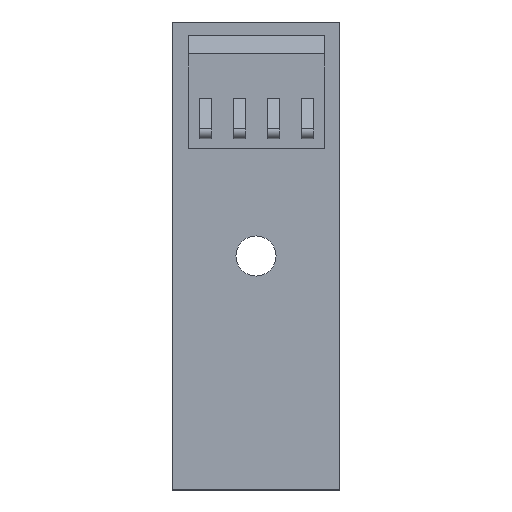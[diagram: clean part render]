
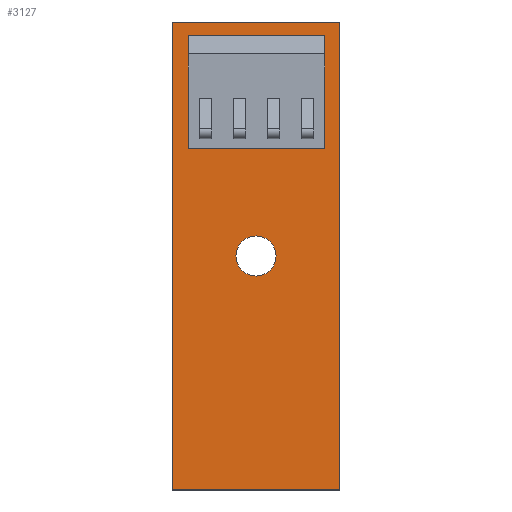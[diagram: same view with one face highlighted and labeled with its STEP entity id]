
A CAD part, top view. The second image highlights one B-rep face of the part: STEP entity #3127.
In plain terms, the highlighted planar face has unit normal (0, 0, 1).
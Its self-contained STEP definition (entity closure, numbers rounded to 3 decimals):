
#2753 = VERTEX_POINT('',#2754);
#2754 = CARTESIAN_POINT('',(185.,-27.5,1.6));
#2761 = PLANE('',#2762);
#2762 = AXIS2_PLACEMENT_3D('',#2763,#2764,#2765);
#2763 = CARTESIAN_POINT('',(185.,-27.5,0.));
#2764 = DIRECTION('',(1.,0.,-0.));
#2765 = DIRECTION('',(0.,-1.,0.));
#2773 = PLANE('',#2774);
#2774 = AXIS2_PLACEMENT_3D('',#2775,#2776,#2777);
#2775 = CARTESIAN_POINT('',(197.5,-27.5,0.));
#2776 = DIRECTION('',(0.,-1.,0.));
#2777 = DIRECTION('',(-1.,0.,0.));
#2785 = EDGE_CURVE('',#2753,#2786,#2788,.T.);
#2786 = VERTEX_POINT('',#2787);
#2787 = CARTESIAN_POINT('',(185.,-60.,1.6));
#2788 = SURFACE_CURVE('',#2789,(#2793,#2800),.PCURVE_S1.);
#2789 = LINE('',#2790,#2791);
#2790 = CARTESIAN_POINT('',(185.,-27.5,1.6));
#2791 = VECTOR('',#2792,1.);
#2792 = DIRECTION('',(0.,-1.,0.));
#2793 = PCURVE('',#2761,#2794);
#2794 = DEFINITIONAL_REPRESENTATION('',(#2795),#2799);
#2795 = LINE('',#2796,#2797);
#2796 = CARTESIAN_POINT('',(0.,-1.6));
#2797 = VECTOR('',#2798,1.);
#2798 = DIRECTION('',(1.,0.));
#2799 = ( GEOMETRIC_REPRESENTATION_CONTEXT(2) 
PARAMETRIC_REPRESENTATION_CONTEXT() REPRESENTATION_CONTEXT('2D SPACE',''
  ) );
#2800 = PCURVE('',#2801,#2806);
#2801 = PLANE('',#2802);
#2802 = AXIS2_PLACEMENT_3D('',#2803,#2804,#2805);
#2803 = CARTESIAN_POINT('',(191.25,-45.,1.6));
#2804 = DIRECTION('',(0.,0.,1.));
#2805 = DIRECTION('',(1.,0.,-0.));
#2806 = DEFINITIONAL_REPRESENTATION('',(#2807),#2811);
#2807 = LINE('',#2808,#2809);
#2808 = CARTESIAN_POINT('',(-6.25,17.5));
#2809 = VECTOR('',#2810,1.);
#2810 = DIRECTION('',(0.,-1.));
#2811 = ( GEOMETRIC_REPRESENTATION_CONTEXT(2) 
PARAMETRIC_REPRESENTATION_CONTEXT() REPRESENTATION_CONTEXT('2D SPACE',''
  ) );
#2829 = PLANE('',#2830);
#2830 = AXIS2_PLACEMENT_3D('',#2831,#2832,#2833);
#2831 = CARTESIAN_POINT('',(185.,-60.,0.));
#2832 = DIRECTION('',(1.,0.,-0.));
#2833 = DIRECTION('',(0.,-1.,0.));
#2873 = VERTEX_POINT('',#2874);
#2874 = CARTESIAN_POINT('',(197.5,-27.5,1.6));
#2888 = PLANE('',#2889);
#2889 = AXIS2_PLACEMENT_3D('',#2890,#2891,#2892);
#2890 = CARTESIAN_POINT('',(197.5,-60.,0.));
#2891 = DIRECTION('',(-1.,0.,0.));
#2892 = DIRECTION('',(0.,1.,0.));
#2900 = EDGE_CURVE('',#2873,#2753,#2901,.T.);
#2901 = SURFACE_CURVE('',#2902,(#2906,#2913),.PCURVE_S1.);
#2902 = LINE('',#2903,#2904);
#2903 = CARTESIAN_POINT('',(197.5,-27.5,1.6));
#2904 = VECTOR('',#2905,1.);
#2905 = DIRECTION('',(-1.,0.,0.));
#2906 = PCURVE('',#2773,#2907);
#2907 = DEFINITIONAL_REPRESENTATION('',(#2908),#2912);
#2908 = LINE('',#2909,#2910);
#2909 = CARTESIAN_POINT('',(0.,-1.6));
#2910 = VECTOR('',#2911,1.);
#2911 = DIRECTION('',(1.,0.));
#2912 = ( GEOMETRIC_REPRESENTATION_CONTEXT(2) 
PARAMETRIC_REPRESENTATION_CONTEXT() REPRESENTATION_CONTEXT('2D SPACE',''
  ) );
#2913 = PCURVE('',#2801,#2914);
#2914 = DEFINITIONAL_REPRESENTATION('',(#2915),#2919);
#2915 = LINE('',#2916,#2917);
#2916 = CARTESIAN_POINT('',(6.25,17.5));
#2917 = VECTOR('',#2918,1.);
#2918 = DIRECTION('',(-1.,0.));
#2919 = ( GEOMETRIC_REPRESENTATION_CONTEXT(2) 
PARAMETRIC_REPRESENTATION_CONTEXT() REPRESENTATION_CONTEXT('2D SPACE',''
  ) );
#2947 = EDGE_CURVE('',#2786,#2948,#2950,.T.);
#2948 = VERTEX_POINT('',#2949);
#2949 = CARTESIAN_POINT('',(185.,-62.5,1.6));
#2950 = SURFACE_CURVE('',#2951,(#2955,#2962),.PCURVE_S1.);
#2951 = LINE('',#2952,#2953);
#2952 = CARTESIAN_POINT('',(185.,-60.,1.6));
#2953 = VECTOR('',#2954,1.);
#2954 = DIRECTION('',(0.,-1.,0.));
#2955 = PCURVE('',#2829,#2956);
#2956 = DEFINITIONAL_REPRESENTATION('',(#2957),#2961);
#2957 = LINE('',#2958,#2959);
#2958 = CARTESIAN_POINT('',(0.,-1.6));
#2959 = VECTOR('',#2960,1.);
#2960 = DIRECTION('',(1.,0.));
#2961 = ( GEOMETRIC_REPRESENTATION_CONTEXT(2) 
PARAMETRIC_REPRESENTATION_CONTEXT() REPRESENTATION_CONTEXT('2D SPACE',''
  ) );
#2962 = PCURVE('',#2801,#2963);
#2963 = DEFINITIONAL_REPRESENTATION('',(#2964),#2968);
#2964 = LINE('',#2965,#2966);
#2965 = CARTESIAN_POINT('',(-6.25,-15.));
#2966 = VECTOR('',#2967,1.);
#2967 = DIRECTION('',(0.,-1.));
#2968 = ( GEOMETRIC_REPRESENTATION_CONTEXT(2) 
PARAMETRIC_REPRESENTATION_CONTEXT() REPRESENTATION_CONTEXT('2D SPACE',''
  ) );
#2986 = PLANE('',#2987);
#2987 = AXIS2_PLACEMENT_3D('',#2988,#2989,#2990);
#2988 = CARTESIAN_POINT('',(185.,-62.5,0.));
#2989 = DIRECTION('',(0.,1.,0.));
#2990 = DIRECTION('',(1.,0.,0.));
#3063 = PLANE('',#3064);
#3064 = AXIS2_PLACEMENT_3D('',#3065,#3066,#3067);
#3065 = CARTESIAN_POINT('',(197.5,-62.5,0.));
#3066 = DIRECTION('',(-1.,0.,0.));
#3067 = DIRECTION('',(0.,1.,0.));
#3116 = CYLINDRICAL_SURFACE('',#3117,1.5);
#3117 = AXIS2_PLACEMENT_3D('',#3118,#3119,#3120);
#3118 = CARTESIAN_POINT('',(191.25,-45.,0.));
#3119 = DIRECTION('',(-0.,-0.,-1.));
#3120 = DIRECTION('',(1.,0.,-0.));
#3127 = ADVANCED_FACE('',(#3128,#3200),#2801,.T.);
#3128 = FACE_BOUND('',#3129,.T.);
#3129 = EDGE_LOOP('',(#3130,#3131,#3132,#3155,#3178,#3199));
#3130 = ORIENTED_EDGE('',*,*,#2785,.T.);
#3131 = ORIENTED_EDGE('',*,*,#2947,.T.);
#3132 = ORIENTED_EDGE('',*,*,#3133,.T.);
#3133 = EDGE_CURVE('',#2948,#3134,#3136,.T.);
#3134 = VERTEX_POINT('',#3135);
#3135 = CARTESIAN_POINT('',(197.5,-62.5,1.6));
#3136 = SURFACE_CURVE('',#3137,(#3141,#3148),.PCURVE_S1.);
#3137 = LINE('',#3138,#3139);
#3138 = CARTESIAN_POINT('',(185.,-62.5,1.6));
#3139 = VECTOR('',#3140,1.);
#3140 = DIRECTION('',(1.,0.,0.));
#3141 = PCURVE('',#2801,#3142);
#3142 = DEFINITIONAL_REPRESENTATION('',(#3143),#3147);
#3143 = LINE('',#3144,#3145);
#3144 = CARTESIAN_POINT('',(-6.25,-17.5));
#3145 = VECTOR('',#3146,1.);
#3146 = DIRECTION('',(1.,0.));
#3147 = ( GEOMETRIC_REPRESENTATION_CONTEXT(2) 
PARAMETRIC_REPRESENTATION_CONTEXT() REPRESENTATION_CONTEXT('2D SPACE',''
  ) );
#3148 = PCURVE('',#2986,#3149);
#3149 = DEFINITIONAL_REPRESENTATION('',(#3150),#3154);
#3150 = LINE('',#3151,#3152);
#3151 = CARTESIAN_POINT('',(0.,-1.6));
#3152 = VECTOR('',#3153,1.);
#3153 = DIRECTION('',(1.,0.));
#3154 = ( GEOMETRIC_REPRESENTATION_CONTEXT(2) 
PARAMETRIC_REPRESENTATION_CONTEXT() REPRESENTATION_CONTEXT('2D SPACE',''
  ) );
#3155 = ORIENTED_EDGE('',*,*,#3156,.T.);
#3156 = EDGE_CURVE('',#3134,#3157,#3159,.T.);
#3157 = VERTEX_POINT('',#3158);
#3158 = CARTESIAN_POINT('',(197.5,-60.,1.6));
#3159 = SURFACE_CURVE('',#3160,(#3164,#3171),.PCURVE_S1.);
#3160 = LINE('',#3161,#3162);
#3161 = CARTESIAN_POINT('',(197.5,-62.5,1.6));
#3162 = VECTOR('',#3163,1.);
#3163 = DIRECTION('',(0.,1.,0.));
#3164 = PCURVE('',#2801,#3165);
#3165 = DEFINITIONAL_REPRESENTATION('',(#3166),#3170);
#3166 = LINE('',#3167,#3168);
#3167 = CARTESIAN_POINT('',(6.25,-17.5));
#3168 = VECTOR('',#3169,1.);
#3169 = DIRECTION('',(0.,1.));
#3170 = ( GEOMETRIC_REPRESENTATION_CONTEXT(2) 
PARAMETRIC_REPRESENTATION_CONTEXT() REPRESENTATION_CONTEXT('2D SPACE',''
  ) );
#3171 = PCURVE('',#3063,#3172);
#3172 = DEFINITIONAL_REPRESENTATION('',(#3173),#3177);
#3173 = LINE('',#3174,#3175);
#3174 = CARTESIAN_POINT('',(0.,-1.6));
#3175 = VECTOR('',#3176,1.);
#3176 = DIRECTION('',(1.,0.));
#3177 = ( GEOMETRIC_REPRESENTATION_CONTEXT(2) 
PARAMETRIC_REPRESENTATION_CONTEXT() REPRESENTATION_CONTEXT('2D SPACE',''
  ) );
#3178 = ORIENTED_EDGE('',*,*,#3179,.T.);
#3179 = EDGE_CURVE('',#3157,#2873,#3180,.T.);
#3180 = SURFACE_CURVE('',#3181,(#3185,#3192),.PCURVE_S1.);
#3181 = LINE('',#3182,#3183);
#3182 = CARTESIAN_POINT('',(197.5,-60.,1.6));
#3183 = VECTOR('',#3184,1.);
#3184 = DIRECTION('',(0.,1.,0.));
#3185 = PCURVE('',#2801,#3186);
#3186 = DEFINITIONAL_REPRESENTATION('',(#3187),#3191);
#3187 = LINE('',#3188,#3189);
#3188 = CARTESIAN_POINT('',(6.25,-15.));
#3189 = VECTOR('',#3190,1.);
#3190 = DIRECTION('',(0.,1.));
#3191 = ( GEOMETRIC_REPRESENTATION_CONTEXT(2) 
PARAMETRIC_REPRESENTATION_CONTEXT() REPRESENTATION_CONTEXT('2D SPACE',''
  ) );
#3192 = PCURVE('',#2888,#3193);
#3193 = DEFINITIONAL_REPRESENTATION('',(#3194),#3198);
#3194 = LINE('',#3195,#3196);
#3195 = CARTESIAN_POINT('',(0.,-1.6));
#3196 = VECTOR('',#3197,1.);
#3197 = DIRECTION('',(1.,0.));
#3198 = ( GEOMETRIC_REPRESENTATION_CONTEXT(2) 
PARAMETRIC_REPRESENTATION_CONTEXT() REPRESENTATION_CONTEXT('2D SPACE',''
  ) );
#3199 = ORIENTED_EDGE('',*,*,#2900,.T.);
#3200 = FACE_BOUND('',#3201,.T.);
#3201 = EDGE_LOOP('',(#3202));
#3202 = ORIENTED_EDGE('',*,*,#3203,.F.);
#3203 = EDGE_CURVE('',#3204,#3204,#3206,.T.);
#3204 = VERTEX_POINT('',#3205);
#3205 = CARTESIAN_POINT('',(192.75,-45.,1.6));
#3206 = SURFACE_CURVE('',#3207,(#3212,#3219),.PCURVE_S1.);
#3207 = CIRCLE('',#3208,1.5);
#3208 = AXIS2_PLACEMENT_3D('',#3209,#3210,#3211);
#3209 = CARTESIAN_POINT('',(191.25,-45.,1.6));
#3210 = DIRECTION('',(0.,0.,1.));
#3211 = DIRECTION('',(1.,0.,-0.));
#3212 = PCURVE('',#2801,#3213);
#3213 = DEFINITIONAL_REPRESENTATION('',(#3214),#3218);
#3214 = CIRCLE('',#3215,1.5);
#3215 = AXIS2_PLACEMENT_2D('',#3216,#3217);
#3216 = CARTESIAN_POINT('',(0.,0.));
#3217 = DIRECTION('',(1.,0.));
#3218 = ( GEOMETRIC_REPRESENTATION_CONTEXT(2) 
PARAMETRIC_REPRESENTATION_CONTEXT() REPRESENTATION_CONTEXT('2D SPACE',''
  ) );
#3219 = PCURVE('',#3116,#3220);
#3220 = DEFINITIONAL_REPRESENTATION('',(#3221),#3225);
#3221 = LINE('',#3222,#3223);
#3222 = CARTESIAN_POINT('',(-0.,-1.6));
#3223 = VECTOR('',#3224,1.);
#3224 = DIRECTION('',(-1.,0.));
#3225 = ( GEOMETRIC_REPRESENTATION_CONTEXT(2) 
PARAMETRIC_REPRESENTATION_CONTEXT() REPRESENTATION_CONTEXT('2D SPACE',''
  ) );
